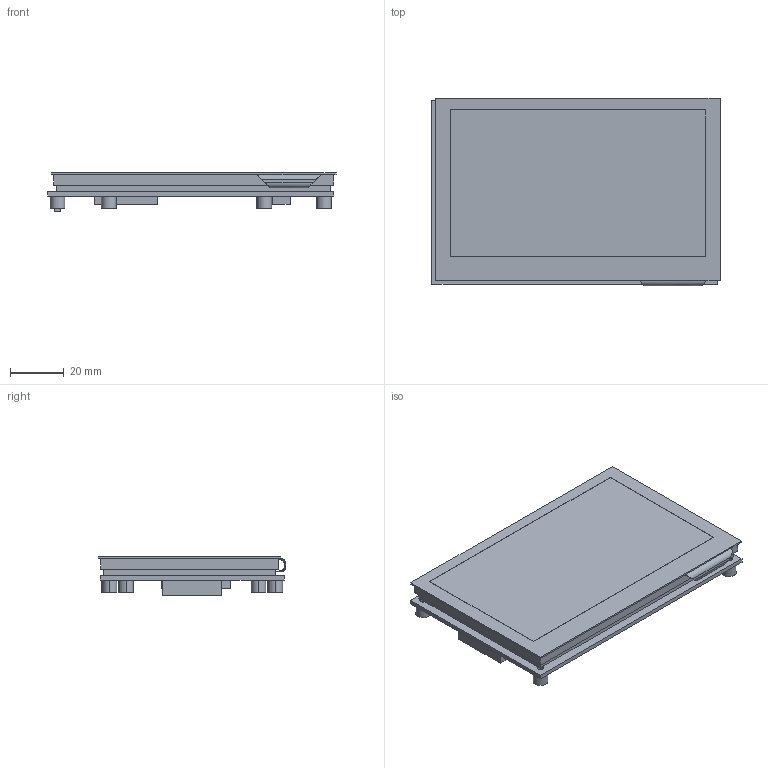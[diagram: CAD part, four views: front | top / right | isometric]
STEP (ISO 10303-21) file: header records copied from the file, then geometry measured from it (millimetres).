
FILE_DESCRIPTION (( 'STEP AP214' ), '1' );
FILE_NAME ('4.3in 800x480 DSI LSD (Waveshare).STEP', '2023-02-27T19:00:40', ( '' ), ( '' ), 'SwSTEP 2.0', 'SolidWorks 2020', '' );
FILE_SCHEMA (( 'AUTOMOTIVE_DESIGN' ));
Length unit declared in the file: millimetre
Products named in the file (1): 4.3in 800x480 DSI LSD (Waveshare)
Bounding box: 107.3 x 69.9 x 14.2 mm (x, y, z)
Volume: 60254.2 mm3; surface area: 20712.9 mm2
Topology: 1 solids, 1 shells, 97 faces, 235 edges, 154 vertices
Faces by surface type: plane 62, cylinder 34, bspline 1
Entity records: 3738 total; most frequent: CARTESIAN_POINT 578, DIRECTION 493, ORIENTED_EDGE 470, EDGE_CURVE 235, AXIS2_PLACEMENT_3D 167, VECTOR 159, LINE 159, VERTEX_POINT 154
